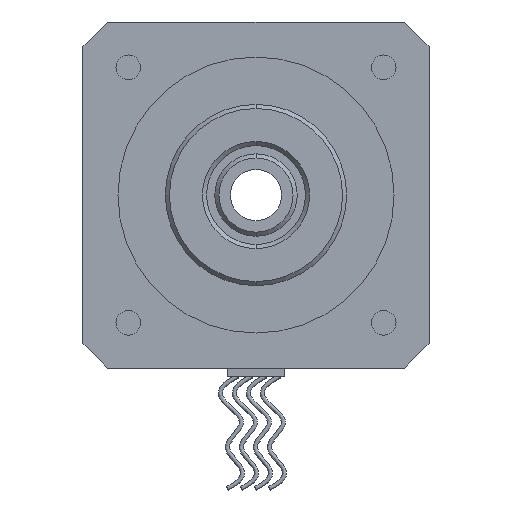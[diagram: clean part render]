
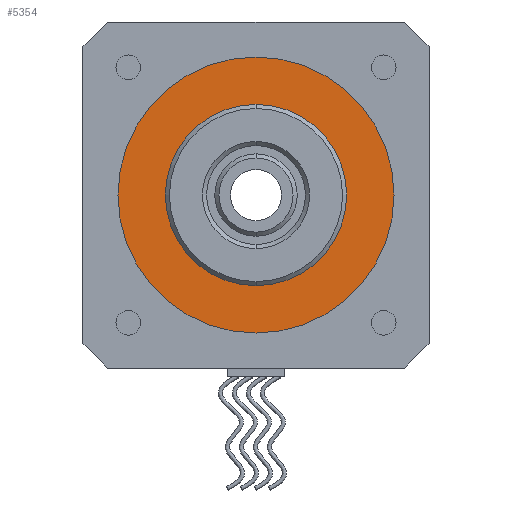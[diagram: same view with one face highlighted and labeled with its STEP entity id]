
A CAD part, left-side view. The second image highlights one B-rep face of the part: STEP entity #5354.
In plain terms, the highlighted planar face has unit normal (-1, 0, 0).
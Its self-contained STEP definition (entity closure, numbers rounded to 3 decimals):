
#3 = CARTESIAN_POINT ( 'NONE',  ( -59.6, 0., -16.75 ) ) ;
#28 = AXIS2_PLACEMENT_3D ( 'NONE', #132, #2804, #7333 ) ;
#33 = DIRECTION ( 'NONE',  ( -1., 0., 0. ) ) ;
#99 = CIRCLE ( 'NONE', #3963, 6. ) ;
#111 = AXIS2_PLACEMENT_3D ( 'NONE', #4196, #6189, #6830 ) ;
#132 = CARTESIAN_POINT ( 'NONE',  ( -59.6, 0., 0. ) ) ;
#293 = DIRECTION ( 'NONE',  ( 1., 0., 0. ) ) ;
#312 = EDGE_CURVE ( 'NONE', #6939, #7347, #99, .T. ) ;
#721 = DIRECTION ( 'NONE',  ( 1., 0., 0. ) ) ;
#893 = VERTEX_POINT ( 'NONE', #2230 ) ;
#1444 = CARTESIAN_POINT ( 'NONE',  ( -59.6, 0., 6. ) ) ;
#1631 = DIRECTION ( 'NONE',  ( 0., 0., 1. ) ) ;
#1993 = EDGE_LOOP ( 'NONE', ( #7548, #6610 ) ) ;
#2230 = CARTESIAN_POINT ( 'NONE',  ( -59.6, 0., 16.75 ) ) ;
#2675 = DIRECTION ( 'NONE',  ( 0., 0., 1. ) ) ;
#2804 = DIRECTION ( 'NONE',  ( -1., 0., 0. ) ) ;
#2887 = EDGE_CURVE ( 'NONE', #893, #4931, #6452, .T. ) ;
#3201 = AXIS2_PLACEMENT_3D ( 'NONE', #3971, #33, #2675 ) ;
#3417 = CARTESIAN_POINT ( 'NONE',  ( -59.6, 0., 0. ) ) ;
#3753 = CIRCLE ( 'NONE', #28, 16.75 ) ;
#3963 = AXIS2_PLACEMENT_3D ( 'NONE', #3417, #721, #4118 ) ;
#3971 = CARTESIAN_POINT ( 'NONE',  ( -59.6, 0., 0. ) ) ;
#4118 = DIRECTION ( 'NONE',  ( 0., 0., 1. ) ) ;
#4196 = CARTESIAN_POINT ( 'NONE',  ( -59.6, 0., 0. ) ) ;
#4223 = ORIENTED_EDGE ( 'NONE', *, *, #6530, .T. ) ;
#4557 = PLANE ( 'NONE',  #3201 ) ;
#4601 = FACE_OUTER_BOUND ( 'NONE', #1993, .T. ) ;
#4800 = EDGE_LOOP ( 'NONE', ( #7026, #4223 ) ) ;
#4891 = AXIS2_PLACEMENT_3D ( 'NONE', #6289, #293, #1631 ) ;
#4931 = VERTEX_POINT ( 'NONE', #3 ) ;
#5354 = ADVANCED_FACE ( 'NONE', ( #4601, #5991 ), #4557, .T. ) ;
#5991 = FACE_BOUND ( 'NONE', #4800, .T. ) ;
#6189 = DIRECTION ( 'NONE',  ( -1., 0., 0. ) ) ;
#6289 = CARTESIAN_POINT ( 'NONE',  ( -59.6, 0., 0. ) ) ;
#6368 = EDGE_CURVE ( 'NONE', #4931, #893, #3753, .T. ) ;
#6452 = CIRCLE ( 'NONE', #111, 16.75 ) ;
#6530 = EDGE_CURVE ( 'NONE', #7347, #6939, #6964, .T. ) ;
#6548 = CARTESIAN_POINT ( 'NONE',  ( -59.6, 0., -6. ) ) ;
#6610 = ORIENTED_EDGE ( 'NONE', *, *, #6368, .T. ) ;
#6830 = DIRECTION ( 'NONE',  ( 0., 0., 1. ) ) ;
#6939 = VERTEX_POINT ( 'NONE', #1444 ) ;
#6964 = CIRCLE ( 'NONE', #4891, 6. ) ;
#7026 = ORIENTED_EDGE ( 'NONE', *, *, #312, .T. ) ;
#7333 = DIRECTION ( 'NONE',  ( 0., 0., 1. ) ) ;
#7347 = VERTEX_POINT ( 'NONE', #6548 ) ;
#7548 = ORIENTED_EDGE ( 'NONE', *, *, #2887, .T. ) ;
